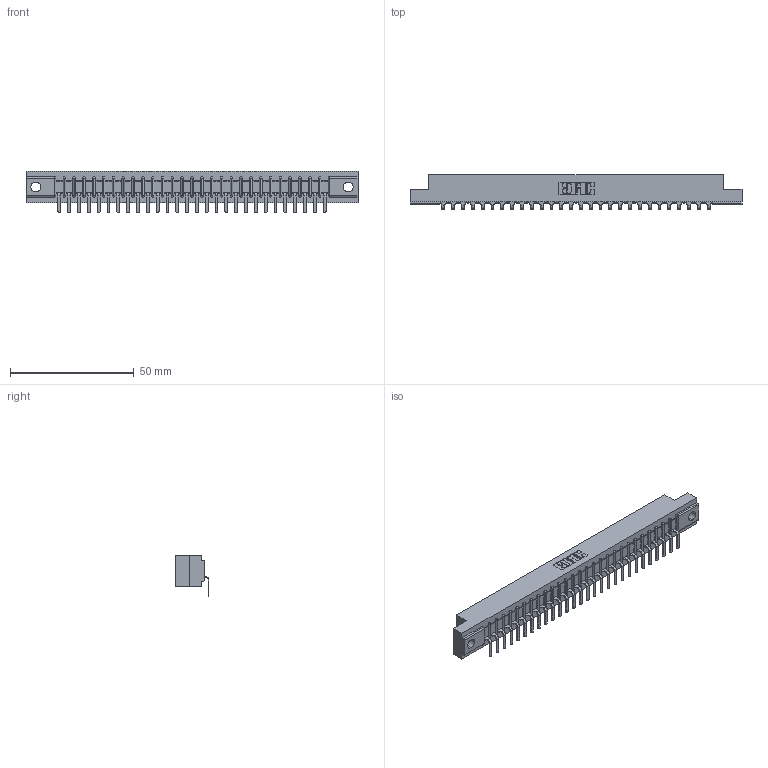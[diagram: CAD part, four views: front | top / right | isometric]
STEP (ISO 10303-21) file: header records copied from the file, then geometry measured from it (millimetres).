
FILE_DESCRIPTION (( 'STEP AP203' ), '1' );
FILE_NAME ('357-028-559-102.STEP', '2022-07-12T21:36:51', ( '' ), ( '' ), 'SwSTEP 2.0', 'SolidWorks 2020', '' );
FILE_SCHEMA (( 'CONFIG_CONTROL_DESIGN' ));
Length unit declared in the file: inch
Products named in the file (3): 307 Part_.128 Dia Mounting Holes; 357-028-559-102; 307-290-001_558 559 - 1 (Single)
Assembly tree (29 placements, depth 2):
  357-028-559-102
    307 Part_.128 Dia Mounting Holes
    307-290-001_558 559 - 1 (Single)  x28
Bounding box: 133.96 x 13.7 x 16.8 mm (x, y, z)
Volume: 13754.2 mm3; surface area: 14263.3 mm2
Topology: 29 solids, 29 shells, 1827 faces, 5195 edges, 3346 vertices
Faces by surface type: plane 1162, cylinder 607, sphere 58
Entity records: 25836 total; most frequent: CARTESIAN_POINT 4348, ORIENTED_EDGE 4334, DIRECTION 4237, EDGE_CURVE 2167, LINE 1655, VECTOR 1655, VERTEX_POINT 1402, AXIS2_PLACEMENT_3D 1291
